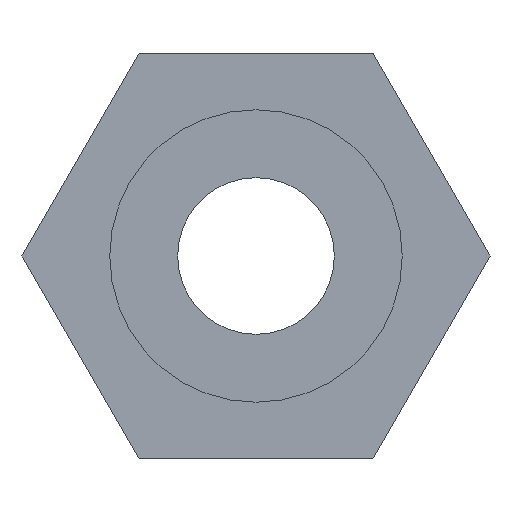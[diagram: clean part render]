
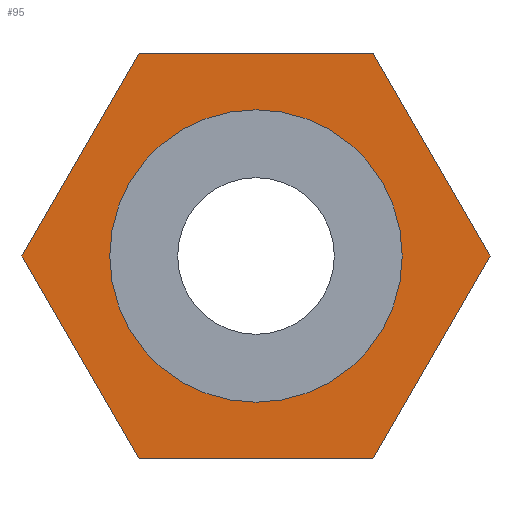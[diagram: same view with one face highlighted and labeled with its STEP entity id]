
A CAD part, front view. The second image highlights one B-rep face of the part: STEP entity #95.
In plain terms, the highlighted planar face has unit normal (0, -1, 0).
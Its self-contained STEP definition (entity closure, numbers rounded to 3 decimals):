
#1 = EDGE_CURVE ( 'NONE', #484, #692, #526, .T. ) ;
#7 = VERTEX_POINT ( 'NONE', #619 ) ;
#20 = CARTESIAN_POINT ( 'NONE',  ( 6.351, 0., 11. ) ) ;
#35 = CARTESIAN_POINT ( 'NONE',  ( -12.702, 0., 0. ) ) ;
#38 = EDGE_CURVE ( 'NONE', #308, #152, #217, .T. ) ;
#42 = ORIENTED_EDGE ( 'NONE', *, *, #1, .F. ) ;
#47 = EDGE_CURVE ( 'NONE', #667, #595, #245, .T. ) ;
#61 = EDGE_LOOP ( 'NONE', ( #461, #42, #354, #94, #508, #199 ) ) ;
#63 = DIRECTION ( 'NONE',  ( -0.5, 0., -0.866 ) ) ;
#65 = VECTOR ( 'NONE', #385, 1000. ) ;
#80 = ORIENTED_EDGE ( 'NONE', *, *, #38, .F. ) ;
#94 = ORIENTED_EDGE ( 'NONE', *, *, #47, .F. ) ;
#95 = ADVANCED_FACE ( 'NONE', ( #162, #435 ), #172, .F. ) ;
#99 = VECTOR ( 'NONE', #191, 1000. ) ;
#118 = VERTEX_POINT ( 'NONE', #449 ) ;
#130 = CARTESIAN_POINT ( 'NONE',  ( 0., 0., 0. ) ) ;
#133 = CIRCLE ( 'NONE', #622, 7.938 ) ;
#152 = VERTEX_POINT ( 'NONE', #597 ) ;
#160 = CARTESIAN_POINT ( 'NONE',  ( 0., 0., 0. ) ) ;
#162 = FACE_OUTER_BOUND ( 'NONE', #61, .T. ) ;
#172 = PLANE ( 'NONE',  #584 ) ;
#191 = DIRECTION ( 'NONE',  ( 0.5, 0., 0.866 ) ) ;
#199 = ORIENTED_EDGE ( 'NONE', *, *, #635, .F. ) ;
#217 = CIRCLE ( 'NONE', #299, 7.938 ) ;
#220 = CARTESIAN_POINT ( 'NONE',  ( 6.351, 0., -11. ) ) ;
#226 = ORIENTED_EDGE ( 'NONE', *, *, #227, .F. ) ;
#227 = EDGE_CURVE ( 'NONE', #152, #308, #133, .T. ) ;
#236 = DIRECTION ( 'NONE',  ( 0., -1., 0. ) ) ;
#238 = DIRECTION ( 'NONE',  ( 0., 0., 1. ) ) ;
#245 = LINE ( 'NONE', #220, #527 ) ;
#283 = DIRECTION ( 'NONE',  ( 0., 1., 0. ) ) ;
#299 = AXIS2_PLACEMENT_3D ( 'NONE', #160, #696, #361 ) ;
#304 = EDGE_LOOP ( 'NONE', ( #226, #80 ) ) ;
#305 = VECTOR ( 'NONE', #63, 1000. ) ;
#308 = VERTEX_POINT ( 'NONE', #485 ) ;
#317 = LINE ( 'NONE', #653, #683 ) ;
#319 = LINE ( 'NONE', #651, #305 ) ;
#321 = CARTESIAN_POINT ( 'NONE',  ( 6.351, 0., -11. ) ) ;
#336 = CARTESIAN_POINT ( 'NONE',  ( -6.351, 0., -11. ) ) ;
#354 = ORIENTED_EDGE ( 'NONE', *, *, #566, .F. ) ;
#361 = DIRECTION ( 'NONE',  ( 0., 0., 1. ) ) ;
#380 = DIRECTION ( 'NONE',  ( 0.5, 0., -0.866 ) ) ;
#385 = DIRECTION ( 'NONE',  ( -0.5, 0., 0.866 ) ) ;
#387 = CARTESIAN_POINT ( 'NONE',  ( 6.351, 0., 11. ) ) ;
#397 = VECTOR ( 'NONE', #380, 1000. ) ;
#425 = EDGE_CURVE ( 'NONE', #7, #667, #319, .T. ) ;
#435 = FACE_BOUND ( 'NONE', #304, .T. ) ;
#447 = DIRECTION ( 'NONE',  ( -1., 0., 0. ) ) ;
#449 = CARTESIAN_POINT ( 'NONE',  ( 6.351, 0., 11. ) ) ;
#461 = ORIENTED_EDGE ( 'NONE', *, *, #658, .F. ) ;
#463 = CARTESIAN_POINT ( 'NONE',  ( -6.351, 0., 11. ) ) ;
#484 = VERTEX_POINT ( 'NONE', #621 ) ;
#485 = CARTESIAN_POINT ( 'NONE',  ( 0., 0., -7.938 ) ) ;
#498 = DIRECTION ( 'NONE',  ( 1., 0., 0. ) ) ;
#508 = ORIENTED_EDGE ( 'NONE', *, *, #425, .F. ) ;
#521 = CARTESIAN_POINT ( 'NONE',  ( -6.351, 0., -11. ) ) ;
#526 = LINE ( 'NONE', #35, #99 ) ;
#527 = VECTOR ( 'NONE', #447, 1000. ) ;
#533 = LINE ( 'NONE', #20, #397 ) ;
#566 = EDGE_CURVE ( 'NONE', #595, #484, #573, .T. ) ;
#573 = LINE ( 'NONE', #521, #65 ) ;
#584 = AXIS2_PLACEMENT_3D ( 'NONE', #387, #283, #607 ) ;
#595 = VERTEX_POINT ( 'NONE', #336 ) ;
#597 = CARTESIAN_POINT ( 'NONE',  ( 0., 0., 7.938 ) ) ;
#607 = DIRECTION ( 'NONE',  ( 0., 0., 1. ) ) ;
#619 = CARTESIAN_POINT ( 'NONE',  ( 12.702, 0., 0. ) ) ;
#621 = CARTESIAN_POINT ( 'NONE',  ( -12.702, 0., 0. ) ) ;
#622 = AXIS2_PLACEMENT_3D ( 'NONE', #130, #236, #238 ) ;
#635 = EDGE_CURVE ( 'NONE', #118, #7, #533, .T. ) ;
#651 = CARTESIAN_POINT ( 'NONE',  ( 12.702, 0., 0. ) ) ;
#653 = CARTESIAN_POINT ( 'NONE',  ( -6.351, 0., 11. ) ) ;
#658 = EDGE_CURVE ( 'NONE', #692, #118, #317, .T. ) ;
#667 = VERTEX_POINT ( 'NONE', #321 ) ;
#683 = VECTOR ( 'NONE', #498, 1000. ) ;
#692 = VERTEX_POINT ( 'NONE', #463 ) ;
#696 = DIRECTION ( 'NONE',  ( 0., -1., 0. ) ) ;
